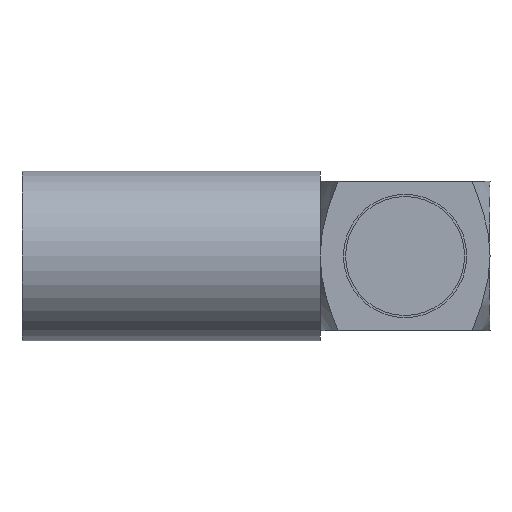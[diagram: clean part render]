
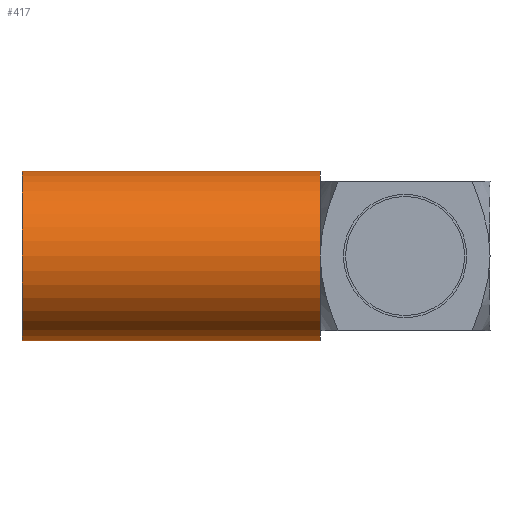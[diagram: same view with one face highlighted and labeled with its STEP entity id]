
A CAD part, front view. The second image highlights one B-rep face of the part: STEP entity #417.
In plain terms, the highlighted cylindrical face has radius 1.994 mm (diameter 3.988 mm), a partial arc.
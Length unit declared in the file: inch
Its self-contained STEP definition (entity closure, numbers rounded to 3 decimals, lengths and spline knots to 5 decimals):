
#59 = EDGE_CURVE ( 'NONE', #391, #293, #1501, .T. ) ;
#76 = VECTOR ( 'NONE', #692, 39.37008 ) ;
#111 = EDGE_CURVE ( 'NONE', #851, #778, #1746, .T. ) ;
#226 = ORIENTED_EDGE ( 'NONE', *, *, #59, .T. ) ;
#268 = CARTESIAN_POINT ( 'NONE',  ( -0.34459, 0., 0. ) ) ;
#293 = VERTEX_POINT ( 'NONE', #1622 ) ;
#382 = AXIS2_PLACEMENT_3D ( 'NONE', #268, #1029, #1802 ) ;
#391 = VERTEX_POINT ( 'NONE', #1357 ) ;
#417 = ADVANCED_FACE ( 'NONE', ( #919 ), #1332, .T. ) ;
#521 = EDGE_LOOP ( 'NONE', ( #1687, #1117, #226, #1663 ) ) ;
#588 = DIRECTION ( 'NONE',  ( 0., 0., -1. ) ) ;
#692 = DIRECTION ( 'NONE',  ( 1., 0., 0. ) ) ;
#697 = AXIS2_PLACEMENT_3D ( 'NONE', #1568, #1099, #1867 ) ;
#745 = CARTESIAN_POINT ( 'NONE',  ( -0.34459, 0., 0. ) ) ;
#778 = VERTEX_POINT ( 'NONE', #971 ) ;
#810 = CIRCLE ( 'NONE', #382, 0.0785 ) ;
#851 = VERTEX_POINT ( 'NONE', #1775 ) ;
#919 = FACE_OUTER_BOUND ( 'NONE', #521, .T. ) ;
#971 = CARTESIAN_POINT ( 'NONE',  ( -0.069, 0., 0.0785 ) ) ;
#982 = CIRCLE ( 'NONE', #697, 0.0785 ) ;
#1029 = DIRECTION ( 'NONE',  ( -1., 0., 0. ) ) ;
#1099 = DIRECTION ( 'NONE',  ( -1., 0., 0. ) ) ;
#1117 = ORIENTED_EDGE ( 'NONE', *, *, #1830, .F. ) ;
#1257 = AXIS2_PLACEMENT_3D ( 'NONE', #745, #1644, #588 ) ;
#1332 = CYLINDRICAL_SURFACE ( 'NONE', #1257, 0.0785 ) ;
#1357 = CARTESIAN_POINT ( 'NONE',  ( -0.34459, 0., -0.0785 ) ) ;
#1465 = CARTESIAN_POINT ( 'NONE',  ( -0.34459, 0., 0.0785 ) ) ;
#1501 = LINE ( 'NONE', #1617, #1928 ) ;
#1568 = CARTESIAN_POINT ( 'NONE',  ( -0.069, 0., 0. ) ) ;
#1617 = CARTESIAN_POINT ( 'NONE',  ( -0.34459, 0., -0.0785 ) ) ;
#1622 = CARTESIAN_POINT ( 'NONE',  ( -0.069, 0., -0.0785 ) ) ;
#1644 = DIRECTION ( 'NONE',  ( 1., 0., 0. ) ) ;
#1663 = ORIENTED_EDGE ( 'NONE', *, *, #1957, .T. ) ;
#1687 = ORIENTED_EDGE ( 'NONE', *, *, #111, .F. ) ;
#1738 = DIRECTION ( 'NONE',  ( 1., 0., 0. ) ) ;
#1746 = LINE ( 'NONE', #1465, #76 ) ;
#1775 = CARTESIAN_POINT ( 'NONE',  ( -0.34459, 0., 0.0785 ) ) ;
#1802 = DIRECTION ( 'NONE',  ( 0., 0., 1. ) ) ;
#1830 = EDGE_CURVE ( 'NONE', #391, #851, #810, .T. ) ;
#1867 = DIRECTION ( 'NONE',  ( 0., 0., 1. ) ) ;
#1928 = VECTOR ( 'NONE', #1738, 39.37008 ) ;
#1957 = EDGE_CURVE ( 'NONE', #293, #778, #982, .T. ) ;
